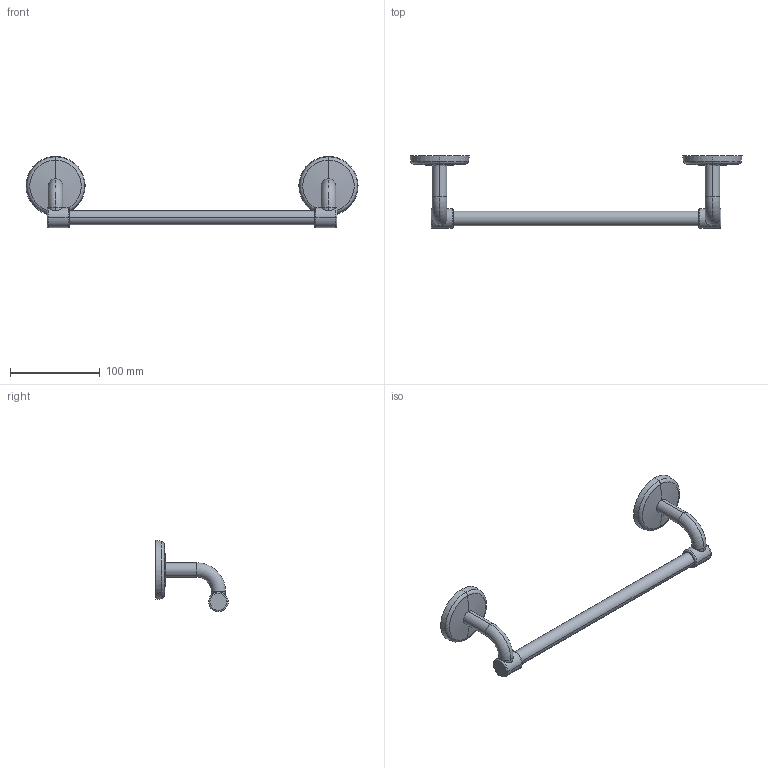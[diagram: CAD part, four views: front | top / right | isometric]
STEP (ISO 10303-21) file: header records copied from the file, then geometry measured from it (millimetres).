
FILE_DESCRIPTION((''),'2;1');
FILE_NAME('0301_WEB','2010-09-28T',('project'),(''),'PRO/ENGINEER BY PARAMETRIC TECHNOLOGY CORPORATION, 2009300','PRO/ENGINEER BY PARAMETRIC TECHNOLOGY CORPORATION, 2009300','');
FILE_SCHEMA(('CONFIG_CONTROL_DESIGN'));
Length unit declared in the file: inch
Products named in the file (1): 0301_WEB
Bounding box: 370.8 x 81 x 79.51 mm (x, y, z)
Volume: 146980.6 mm3; surface area: 48629.1 mm2
Topology: 1 solids, 3 shells, 62 faces, 127 edges, 69 vertices
Faces by surface type: cylinder 24, torus 20, sphere 8, plane 6, bspline 4
Entity records: 1828 total; most frequent: CARTESIAN_POINT 479, DIRECTION 318, ORIENTED_EDGE 246, AXIS2_PLACEMENT_3D 148, EDGE_CURVE 123, CIRCLE 90, VERTEX_POINT 69, EDGE_LOOP 64
